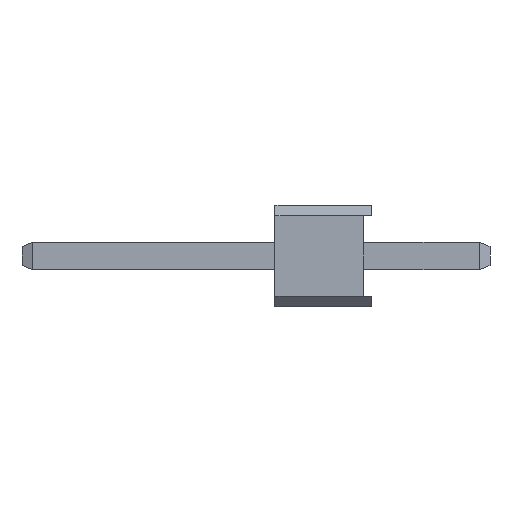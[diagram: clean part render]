
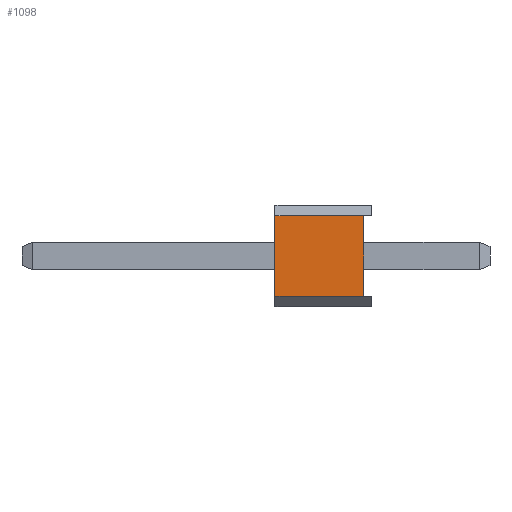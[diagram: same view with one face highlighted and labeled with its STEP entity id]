
A CAD part, left-side view. The second image highlights one B-rep face of the part: STEP entity #1098.
In plain terms, the highlighted planar face has unit normal (-1, 0, 0).
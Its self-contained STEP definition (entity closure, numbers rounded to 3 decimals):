
#48 = DIRECTION ( 'NONE',  ( 0., 0., -1. ) ) ;
#120 = EDGE_LOOP ( 'NONE', ( #167, #1413, #1225, #860 ) ) ;
#160 = DIRECTION ( 'NONE',  ( 0., 0., -1. ) ) ;
#167 = ORIENTED_EDGE ( 'NONE', *, *, #477, .F. ) ;
#179 = FACE_OUTER_BOUND ( 'NONE', #120, .T. ) ;
#187 = VECTOR ( 'NONE', #160, 1000. ) ;
#200 = LINE ( 'NONE', #1280, #221 ) ;
#221 = VECTOR ( 'NONE', #48, 1000. ) ;
#237 = CARTESIAN_POINT ( 'NONE',  ( -0.945, 5.3, 1.275 ) ) ;
#252 = LINE ( 'NONE', #636, #991 ) ;
#257 = VERTEX_POINT ( 'NONE', #237 ) ;
#477 = EDGE_CURVE ( 'NONE', #558, #1257, #200, .T. ) ;
#489 = LINE ( 'NONE', #736, #187 ) ;
#509 = CARTESIAN_POINT ( 'NONE',  ( -0.945, 5.3, -0.875 ) ) ;
#511 = EDGE_CURVE ( 'NONE', #257, #680, #489, .T. ) ;
#533 = CARTESIAN_POINT ( 'NONE',  ( -0.945, 5.3, -0.625 ) ) ;
#555 = EDGE_CURVE ( 'NONE', #558, #257, #252, .T. ) ;
#558 = VERTEX_POINT ( 'NONE', #1209 ) ;
#570 = EDGE_CURVE ( 'NONE', #680, #1257, #855, .T. ) ;
#636 = CARTESIAN_POINT ( 'NONE',  ( -0.945, 5.3, 1.275 ) ) ;
#680 = VERTEX_POINT ( 'NONE', #966 ) ;
#728 = DIRECTION ( 'NONE',  ( 0., 0., 1. ) ) ;
#736 = CARTESIAN_POINT ( 'NONE',  ( -0.945, 5.3, -0.875 ) ) ;
#746 = VECTOR ( 'NONE', #1084, 1000. ) ;
#747 = DIRECTION ( 'NONE',  ( 0., 1., 0. ) ) ;
#840 = PLANE ( 'NONE',  #1445 ) ;
#855 = LINE ( 'NONE', #533, #746 ) ;
#860 = ORIENTED_EDGE ( 'NONE', *, *, #570, .T. ) ;
#966 = CARTESIAN_POINT ( 'NONE',  ( -0.945, 5.3, -0.625 ) ) ;
#991 = VECTOR ( 'NONE', #747, 1000. ) ;
#1084 = DIRECTION ( 'NONE',  ( 0., -1., 0. ) ) ;
#1098 = ADVANCED_FACE ( 'NONE', ( #179 ), #840, .T. ) ;
#1209 = CARTESIAN_POINT ( 'NONE',  ( -0.945, 3.2, 1.275 ) ) ;
#1225 = ORIENTED_EDGE ( 'NONE', *, *, #511, .T. ) ;
#1257 = VERTEX_POINT ( 'NONE', #1399 ) ;
#1280 = CARTESIAN_POINT ( 'NONE',  ( -0.945, 3.2, -0.875 ) ) ;
#1399 = CARTESIAN_POINT ( 'NONE',  ( -0.945, 3.2, -0.625 ) ) ;
#1408 = DIRECTION ( 'NONE',  ( -1., 0., 0. ) ) ;
#1413 = ORIENTED_EDGE ( 'NONE', *, *, #555, .T. ) ;
#1445 = AXIS2_PLACEMENT_3D ( 'NONE', #509, #1408, #728 ) ;
